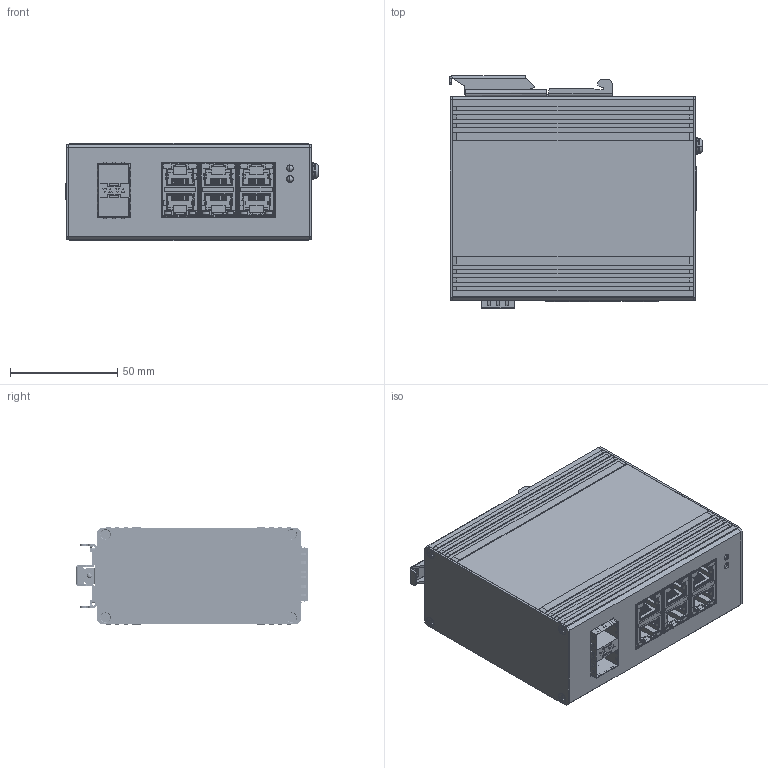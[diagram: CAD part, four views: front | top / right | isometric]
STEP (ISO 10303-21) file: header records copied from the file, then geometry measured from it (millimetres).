
FILE_DESCRIPTION((''),'2;1');
FILE_NAME('000_ASM_1_ASM','2023-10-10T14:52:57',('wangzixiong'),(''),'CREO PARAMETRIC BY PTC INC, 2021023','CREO PARAMETRIC BY PTC INC, 2021023','');
FILE_SCHEMA(('AUTOMOTIVE_DESIGN { 1 0 10303 214 1 1 1 1 }'));
Products named in the file (34): 107011520-4-508-JH-90_1; 102990206-1-2SFP-PUL_1; B1RM1-XXXXX_RRM_2XN_HOUSING_1_1; BCRM1-XXXXX_RRM_2XN_____1_1; RRM_2X1__________________1; ____-____3-34531_1; ____-____2-48051_1; ____LED_____-____-1304_ASM_1_ASM; C3RM1-AXXXX_RRM_RRU_RJ_____1357; C3RM1-AXXXX_RRM_RRU_RJ_____2468; C3RM1-AXXXX_RRM_RRU_RJ__________ASM; B3RM1-AXXXX_RRM_RRU_RJ________A; RRM-1_RJ_______________-45___AS_ASM; RRM-1__________RRM-100M_4L______ASM; RRM_2XN_______2X1_1; ____-____3-81218_1; ____-____2-81460_1; ____LED_____-____-62998_ASM_1_ASM; RRMXX-AXXXX-XXX1_ASM_1_ASM; PCB-MB_ASM_1_ASM; LBAN_1; GAIBAN_1; LBAN_HOU_1; KAGUI-JIAN_19_1; KAGUI-HUA_26_1; KAGUI296_ASM_22_ASM_2_ASM; 000_1; M40002_1; M40003_1; M40001_ASM_1_ASM; 0; M3-6LUODING_1__1_1; 25-40000_1_1; 000_ASM_1_ASM
Assembly tree (51 placements, depth 7):
  000_ASM_1_ASM
    PCB-MB_ASM_1_ASM
      107011520-4-508-JH-90_1
      102990206-1-2SFP-PUL_1
      RRMXX-AXXXX-XXX1_ASM_1_ASM  x3
        B1RM1-XXXXX_RRM_2XN_HOUSING_1_1
        BCRM1-XXXXX_RRM_2XN_____1_1
        RRM_2X1__________________1
        ____LED_____-____-1304_ASM_1_ASM
          ____-____3-34531_1
          ____-____2-48051_1
        RRM-1__________RRM-100M_4L______ASM
          RRM-1_RJ_______________-45___AS_ASM
            C3RM1-AXXXX_RRM_RRU_RJ__________ASM  x2
              C3RM1-AXXXX_RRM_RRU_RJ_____1357
              C3RM1-AXXXX_RRM_RRU_RJ_____2468
            B3RM1-AXXXX_RRM_RRU_RJ________A
        RRM_2XN_______2X1_1
        ____LED_____-____-62998_ASM_1_ASM
          ____-____3-81218_1
          ____-____2-81460_1
    LBAN_1
    GAIBAN_1
    LBAN_HOU_1
    KAGUI296_ASM_22_ASM_2_ASM
      KAGUI-JIAN_19_1
      KAGUI-HUA_26_1
    000_1
    M40001_ASM_1_ASM
      M40002_1
      M40003_1
    0  x2
    M3-6LUODING_1__1_1  x2
    25-40000_1_1  x8
Bounding box: 117.75 x 108.2 x 45.6 mm (x, y, z)
Volume: 93778.9 mm3; surface area: 134279.5 mm2
Topology: 97 solids, 97 shells, 10291 faces, 27519 edges, 17393 vertices
Faces by surface type: plane 6849, cylinder 2903, torus 172, bspline 124, sphere 100, cone 88, extrusion 43, revolution 12
Entity records: 104784 total; most frequent: CARTESIAN_POINT 21812, ORIENTED_EDGE 16914, DIRECTION 16287, EDGE_CURVE 8457, VECTOR 6351, LINE 6326, VERTEX_POINT 5438, AXIS2_PLACEMENT_3D 4966
